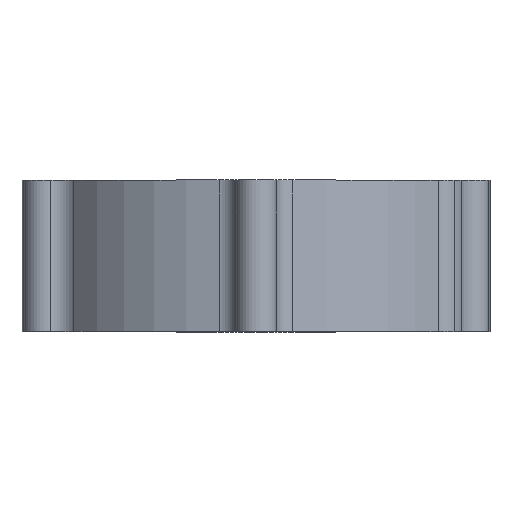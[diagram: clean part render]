
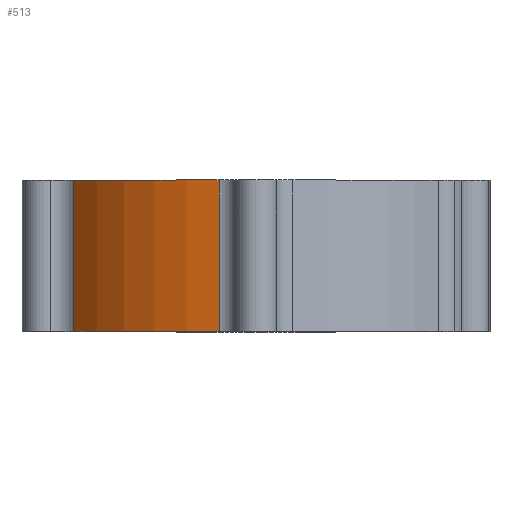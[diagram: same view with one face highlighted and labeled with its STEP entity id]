
A CAD part, top view. The second image highlights one B-rep face of the part: STEP entity #513.
In plain terms, the highlighted cylindrical face has radius 46 mm (diameter 92 mm), a partial arc.
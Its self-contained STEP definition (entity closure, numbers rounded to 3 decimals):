
#57 = DIRECTION ( 'NONE',  ( 0., 1., 0. ) ) ;
#181 = DIRECTION ( 'NONE',  ( 0., -1., 0. ) ) ;
#438 = VERTEX_POINT ( 'NONE', #7885 ) ;
#490 = CYLINDRICAL_SURFACE ( 'NONE', #7809, 46. ) ;
#513 = ADVANCED_FACE ( 'NONE', ( #2957 ), #490, .T. ) ;
#894 = DIRECTION ( 'NONE',  ( 0., 0., 1. ) ) ;
#1761 = CARTESIAN_POINT ( 'NONE',  ( -7.25, -29.65, 45.425 ) ) ;
#1772 = EDGE_CURVE ( 'NONE', #438, #7281, #2934, .T. ) ;
#1840 = ORIENTED_EDGE ( 'NONE', *, *, #6289, .T. ) ;
#2037 = CIRCLE ( 'NONE', #6694, 46. ) ;
#2222 = CARTESIAN_POINT ( 'NONE',  ( -35.714, -29.65, 28.992 ) ) ;
#2306 = DIRECTION ( 'NONE',  ( 0., 1., 0. ) ) ;
#2636 = EDGE_CURVE ( 'NONE', #7467, #438, #2037, .T. ) ;
#2934 = LINE ( 'NONE', #1761, #3400 ) ;
#2957 = FACE_OUTER_BOUND ( 'NONE', #6313, .T. ) ;
#3028 = CARTESIAN_POINT ( 'NONE',  ( -7.25, 0., 45.425 ) ) ;
#3043 = CARTESIAN_POINT ( 'NONE',  ( 0., -29.65, 0. ) ) ;
#3400 = VECTOR ( 'NONE', #2306, 1000. ) ;
#3402 = CARTESIAN_POINT ( 'NONE',  ( 0., -29.65, 0. ) ) ;
#3467 = VECTOR ( 'NONE', #181, 1000. ) ;
#4261 = VERTEX_POINT ( 'NONE', #5630 ) ;
#4449 = DIRECTION ( 'NONE',  ( 0., 0., 1. ) ) ;
#4467 = ORIENTED_EDGE ( 'NONE', *, *, #5953, .F. ) ;
#4816 = LINE ( 'NONE', #5446, #3467 ) ;
#5428 = DIRECTION ( 'NONE',  ( 0., 1., 0. ) ) ;
#5429 = ORIENTED_EDGE ( 'NONE', *, *, #1772, .T. ) ;
#5446 = CARTESIAN_POINT ( 'NONE',  ( -35.714, -29.65, 28.992 ) ) ;
#5593 = DIRECTION ( 'NONE',  ( 0., 0., 1. ) ) ;
#5630 = CARTESIAN_POINT ( 'NONE',  ( -35.714, 0., 28.992 ) ) ;
#5953 = EDGE_CURVE ( 'NONE', #4261, #7281, #6612, .T. ) ;
#6063 = ORIENTED_EDGE ( 'NONE', *, *, #2636, .T. ) ;
#6289 = EDGE_CURVE ( 'NONE', #4261, #7467, #4816, .T. ) ;
#6313 = EDGE_LOOP ( 'NONE', ( #4467, #1840, #6063, #5429 ) ) ;
#6612 = CIRCLE ( 'NONE', #7022, 46. ) ;
#6694 = AXIS2_PLACEMENT_3D ( 'NONE', #3402, #7788, #894 ) ;
#7022 = AXIS2_PLACEMENT_3D ( 'NONE', #7164, #57, #4449 ) ;
#7164 = CARTESIAN_POINT ( 'NONE',  ( 0., 0., 0. ) ) ;
#7281 = VERTEX_POINT ( 'NONE', #3028 ) ;
#7467 = VERTEX_POINT ( 'NONE', #2222 ) ;
#7788 = DIRECTION ( 'NONE',  ( 0., 1., 0. ) ) ;
#7809 = AXIS2_PLACEMENT_3D ( 'NONE', #3043, #5428, #5593 ) ;
#7885 = CARTESIAN_POINT ( 'NONE',  ( -7.25, -29.65, 45.425 ) ) ;
